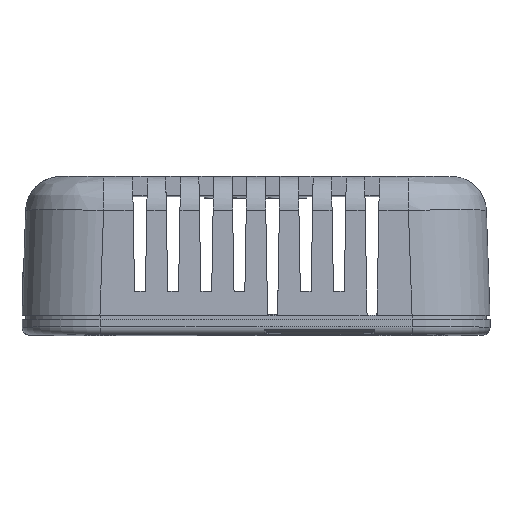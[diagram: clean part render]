
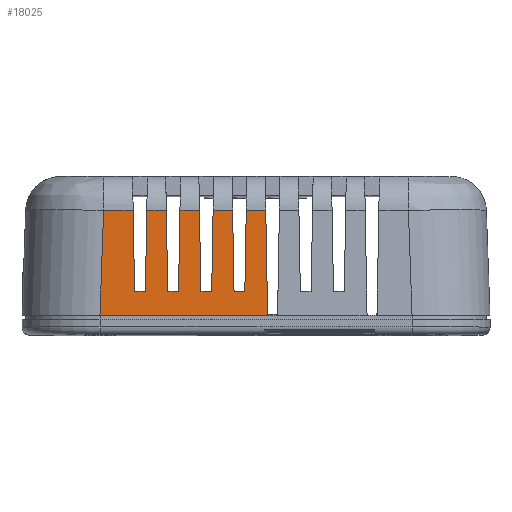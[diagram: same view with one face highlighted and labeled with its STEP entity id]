
A CAD part, top view. The second image highlights one B-rep face of the part: STEP entity #18025.
In plain terms, the highlighted face is planar.
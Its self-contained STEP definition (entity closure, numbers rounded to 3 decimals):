
#1874=FACE_OUTER_BOUND('',#2841,.T.);
#2841=EDGE_LOOP('',(#15502,#15503,#15504,#15505,#15506,#15507,#15508,#15509,
#15510,#15511,#15512,#15513,#15514,#15515,#15516,#15517,#15518,#15519,#15520,
#15521));
#3845=LINE('',#27908,#5808);
#4507=LINE('',#30657,#6470);
#4675=LINE('',#31076,#6638);
#4676=LINE('',#31078,#6639);
#4677=LINE('',#31080,#6640);
#4678=LINE('',#31082,#6641);
#4679=LINE('',#31084,#6642);
#4680=LINE('',#31086,#6643);
#4681=LINE('',#31088,#6644);
#4682=LINE('',#31090,#6645);
#4683=LINE('',#31092,#6646);
#4684=LINE('',#31094,#6647);
#4685=LINE('',#31096,#6648);
#4686=LINE('',#31098,#6649);
#4687=LINE('',#31100,#6650);
#4688=LINE('',#31102,#6651);
#4689=LINE('',#31104,#6652);
#4690=LINE('',#31106,#6653);
#4691=LINE('',#31108,#6654);
#4692=LINE('',#31109,#6655);
#5808=VECTOR('',#21385,10.);
#6470=VECTOR('',#22409,10.);
#6638=VECTOR('',#22667,10.);
#6639=VECTOR('',#22668,10.);
#6640=VECTOR('',#22669,10.);
#6641=VECTOR('',#22670,10.);
#6642=VECTOR('',#22671,10.);
#6643=VECTOR('',#22672,10.);
#6644=VECTOR('',#22673,10.);
#6645=VECTOR('',#22674,10.);
#6646=VECTOR('',#22675,10.);
#6647=VECTOR('',#22676,10.);
#6648=VECTOR('',#22677,10.);
#6649=VECTOR('',#22678,10.);
#6650=VECTOR('',#22679,10.);
#6651=VECTOR('',#22680,10.);
#6652=VECTOR('',#22681,10.);
#6653=VECTOR('',#22682,10.);
#6654=VECTOR('',#22683,10.);
#6655=VECTOR('',#22684,10.);
#7750=VERTEX_POINT('',#27905);
#7751=VERTEX_POINT('',#27907);
#8355=VERTEX_POINT('',#30655);
#8513=VERTEX_POINT('',#31075);
#8514=VERTEX_POINT('',#31077);
#8515=VERTEX_POINT('',#31079);
#8516=VERTEX_POINT('',#31081);
#8517=VERTEX_POINT('',#31083);
#8518=VERTEX_POINT('',#31085);
#8519=VERTEX_POINT('',#31087);
#8520=VERTEX_POINT('',#31089);
#8521=VERTEX_POINT('',#31091);
#8522=VERTEX_POINT('',#31093);
#8523=VERTEX_POINT('',#31095);
#8524=VERTEX_POINT('',#31097);
#8525=VERTEX_POINT('',#31099);
#8526=VERTEX_POINT('',#31101);
#8527=VERTEX_POINT('',#31103);
#8528=VERTEX_POINT('',#31105);
#8529=VERTEX_POINT('',#31107);
#9929=EDGE_CURVE('',#7750,#7751,#3845,.T.);
#10751=EDGE_CURVE('',#7750,#8355,#4507,.T.);
#10942=EDGE_CURVE('',#8513,#8355,#4675,.T.);
#10943=EDGE_CURVE('',#8513,#8514,#4676,.T.);
#10944=EDGE_CURVE('',#8514,#8515,#4677,.T.);
#10945=EDGE_CURVE('',#8515,#8516,#4678,.T.);
#10946=EDGE_CURVE('',#8517,#8516,#4679,.T.);
#10947=EDGE_CURVE('',#8517,#8518,#4680,.T.);
#10948=EDGE_CURVE('',#8518,#8519,#4681,.T.);
#10949=EDGE_CURVE('',#8519,#8520,#4682,.T.);
#10950=EDGE_CURVE('',#8521,#8520,#4683,.T.);
#10951=EDGE_CURVE('',#8521,#8522,#4684,.T.);
#10952=EDGE_CURVE('',#8522,#8523,#4685,.T.);
#10953=EDGE_CURVE('',#8523,#8524,#4686,.T.);
#10954=EDGE_CURVE('',#8525,#8524,#4687,.T.);
#10955=EDGE_CURVE('',#8525,#8526,#4688,.T.);
#10956=EDGE_CURVE('',#8526,#8527,#4689,.T.);
#10957=EDGE_CURVE('',#8527,#8528,#4690,.T.);
#10958=EDGE_CURVE('',#8529,#8528,#4691,.T.);
#10959=EDGE_CURVE('',#7751,#8529,#4692,.T.);
#15502=ORIENTED_EDGE('',*,*,#10751,.T.);
#15503=ORIENTED_EDGE('',*,*,#10942,.F.);
#15504=ORIENTED_EDGE('',*,*,#10943,.T.);
#15505=ORIENTED_EDGE('',*,*,#10944,.T.);
#15506=ORIENTED_EDGE('',*,*,#10945,.T.);
#15507=ORIENTED_EDGE('',*,*,#10946,.F.);
#15508=ORIENTED_EDGE('',*,*,#10947,.T.);
#15509=ORIENTED_EDGE('',*,*,#10948,.T.);
#15510=ORIENTED_EDGE('',*,*,#10949,.T.);
#15511=ORIENTED_EDGE('',*,*,#10950,.F.);
#15512=ORIENTED_EDGE('',*,*,#10951,.T.);
#15513=ORIENTED_EDGE('',*,*,#10952,.T.);
#15514=ORIENTED_EDGE('',*,*,#10953,.T.);
#15515=ORIENTED_EDGE('',*,*,#10954,.F.);
#15516=ORIENTED_EDGE('',*,*,#10955,.T.);
#15517=ORIENTED_EDGE('',*,*,#10956,.T.);
#15518=ORIENTED_EDGE('',*,*,#10957,.T.);
#15519=ORIENTED_EDGE('',*,*,#10958,.F.);
#15520=ORIENTED_EDGE('',*,*,#10959,.F.);
#15521=ORIENTED_EDGE('',*,*,#9929,.F.);
#17196=PLANE('',#19070);
#18025=ADVANCED_FACE('',(#1874),#17196,.T.);
#19070=AXIS2_PLACEMENT_3D('',#31074,#22665,#22666);
#21385=DIRECTION('',(0.,0.,-1.));
#22409=DIRECTION('',(0.035,0.999,-0.017));
#22665=DIRECTION('center_axis',(-0.999,0.035,0.));
#22666=DIRECTION('ref_axis',(0.,0.,
1.));
#22667=DIRECTION('',(0.,0.,1.));
#22668=DIRECTION('',(-0.035,-0.999,-0.017));
#22669=DIRECTION('',(0.,0.,-1.));
#22670=DIRECTION('',(0.035,0.999,-0.017));
#22671=DIRECTION('',(0.,0.,1.));
#22672=DIRECTION('',(-0.035,-0.999,-0.017));
#22673=DIRECTION('',(0.,0.,-1.));
#22674=DIRECTION('',(0.035,0.999,-0.017));
#22675=DIRECTION('',(0.,0.,1.));
#22676=DIRECTION('',(-0.035,-0.999,-0.017));
#22677=DIRECTION('',(0.,0.,-1.));
#22678=DIRECTION('',(0.035,0.999,-0.017));
#22679=DIRECTION('',(0.,0.,1.));
#22680=DIRECTION('',(-0.035,-0.999,-0.017));
#22681=DIRECTION('',(0.,0.,-1.));
#22682=DIRECTION('',(0.035,0.999,-0.017));
#22683=DIRECTION('',(0.,0.,1.));
#22684=DIRECTION('',(0.035,0.999,0.035));
#27905=CARTESIAN_POINT('',(-30.,0.,1.486));
#27907=CARTESIAN_POINT('',(-30.,0.,-20.006));
#27908=CARTESIAN_POINT('',(-30.,0.,30.));
#30655=CARTESIAN_POINT('',(-29.53,13.457,1.251));
#30657=CARTESIAN_POINT('',(-29.695,8.729,1.333));
#31074=CARTESIAN_POINT('Origin',(-30.,0.,30.));
#31075=CARTESIAN_POINT('',(-29.53,13.457,-1.251));
#31076=CARTESIAN_POINT('',(-29.53,13.457,15.));
#31077=CARTESIAN_POINT('',(-29.893,3.05,-1.432));
#31078=CARTESIAN_POINT('',(-29.681,9.147,-1.326));
#31079=CARTESIAN_POINT('',(-29.893,3.05,-2.818));
#31080=CARTESIAN_POINT('',(-29.893,3.05,13.938));
#31081=CARTESIAN_POINT('',(-29.53,13.457,-2.999));
#31082=CARTESIAN_POINT('',(-29.696,8.692,-2.916));
#31083=CARTESIAN_POINT('',(-29.53,13.457,-5.501));
#31084=CARTESIAN_POINT('',(-29.53,13.457,15.));
#31085=CARTESIAN_POINT('',(-29.893,3.05,-5.682));
#31086=CARTESIAN_POINT('',(-29.679,9.184,-5.575));
#31087=CARTESIAN_POINT('',(-29.893,3.05,-7.068));
#31088=CARTESIAN_POINT('',(-29.893,3.05,11.813));
#31089=CARTESIAN_POINT('',(-29.53,13.457,-7.249));
#31090=CARTESIAN_POINT('',(-29.698,8.655,-7.165));
#31091=CARTESIAN_POINT('',(-29.53,13.457,-9.751));
#31092=CARTESIAN_POINT('',(-29.53,13.457,15.));
#31093=CARTESIAN_POINT('',(-29.893,3.05,-9.932));
#31094=CARTESIAN_POINT('',(-29.678,9.221,-9.825));
#31095=CARTESIAN_POINT('',(-29.893,3.05,-11.318));
#31096=CARTESIAN_POINT('',(-29.893,3.05,9.688));
#31097=CARTESIAN_POINT('',(-29.53,13.457,-11.499));
#31098=CARTESIAN_POINT('',(-29.699,8.618,-11.415));
#31099=CARTESIAN_POINT('',(-29.53,13.457,-14.001));
#31100=CARTESIAN_POINT('',(-29.53,13.457,15.));
#31101=CARTESIAN_POINT('',(-29.893,3.05,-14.182));
#31102=CARTESIAN_POINT('',(-29.677,9.258,-14.074));
#31103=CARTESIAN_POINT('',(-29.893,3.05,-15.568));
#31104=CARTESIAN_POINT('',(-29.893,3.05,7.563));
#31105=CARTESIAN_POINT('',(-29.53,13.457,-15.749));
#31106=CARTESIAN_POINT('',(-29.7,8.581,-15.664));
#31107=CARTESIAN_POINT('',(-29.53,13.457,-19.536));
#31108=CARTESIAN_POINT('',(-29.53,13.457,15.));
#31109=CARTESIAN_POINT('',(-29.976,0.697,-19.982));
